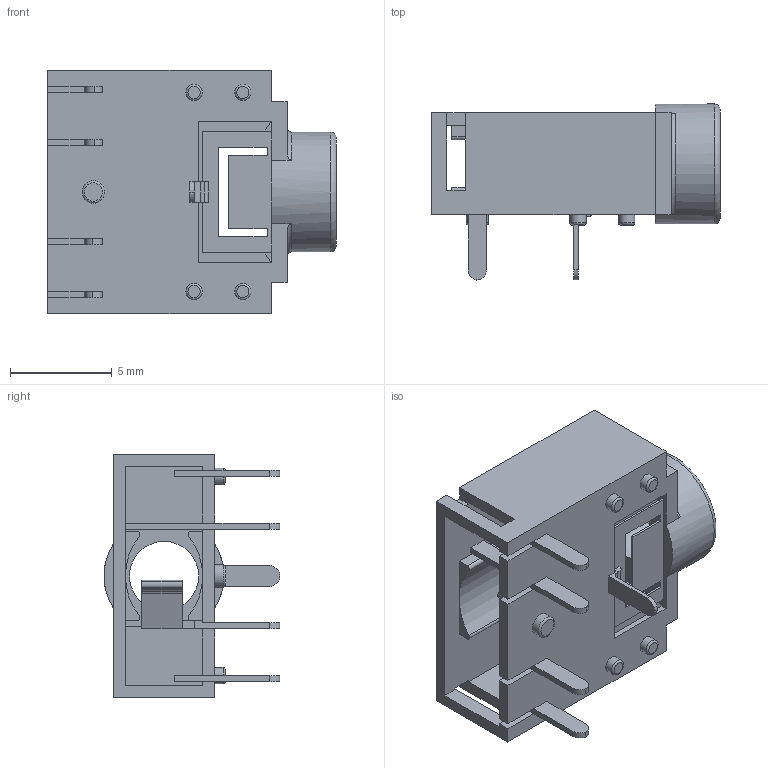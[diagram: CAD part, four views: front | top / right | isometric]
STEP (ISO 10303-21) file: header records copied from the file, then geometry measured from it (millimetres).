
FILE_DESCRIPTION(/* description */ (''),/* implementation_level */ '2;1');
FILE_NAME(/* name */ 'jack1.step',/* time_stamp */ '2020-11-04T01:44:50+01:00',/* author */ (''),/* organization */ (''),/* preprocessor_version */ 'ST-DEVELOPER v18.1',/* originating_system */ 'Autodesk Translation Framework v9.3.0.1241',/* authorisation */ '');
FILE_SCHEMA (('AUTOMOTIVE_DESIGN { 1 0 10303 214 3 1 1 }'));
Length unit declared in the file: millimetre
Products named in the file (1): (Unsaved)
Bounding box: 14.2 x 8.65 x 12 mm (x, y, z)
Volume: 334 mm3; surface area: 1027.9 mm2
Topology: 1 solids, 1 shells, 196 faces, 560 edges, 363 vertices
Faces by surface type: plane 153, cylinder 34, torus 8, cone 1
Full cylindrical faces by diameter (mm): 0.8 x4, 1.1 x1, 3.4 x1, 5.9 x1
Entity records: 6489 total; most frequent: CARTESIAN_POINT 1164, ORIENTED_EDGE 1120, DIRECTION 1045, EDGE_CURVE 560, LINE 461, VECTOR 461, VERTEX_POINT 363, AXIS2_PLACEMENT_3D 292
